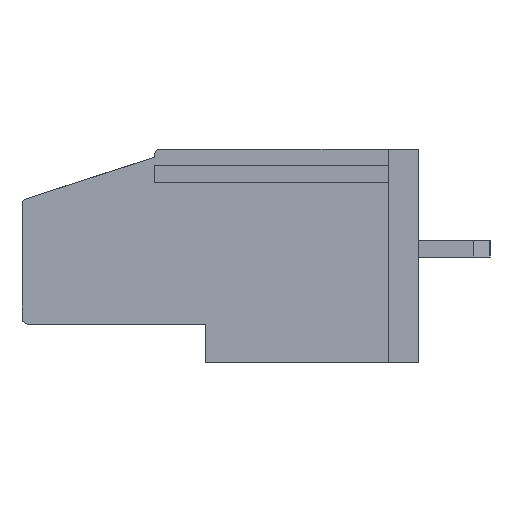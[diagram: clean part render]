
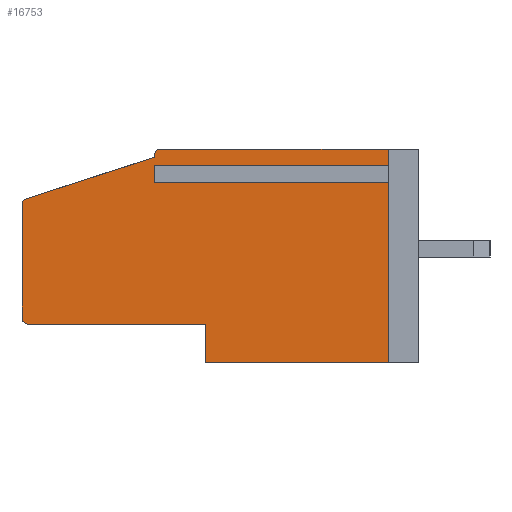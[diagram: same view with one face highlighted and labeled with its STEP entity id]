
A CAD part, left-side view. The second image highlights one B-rep face of the part: STEP entity #16753.
In plain terms, the highlighted planar face has unit normal (-1, 0, 0).
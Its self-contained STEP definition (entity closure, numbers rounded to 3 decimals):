
#6 = CARTESIAN_POINT ( 'NONE',  ( 0., 1.5, 9.098 ) ) ;
#283 = EDGE_CURVE ( 'NONE', #17787, #43573, #18890, .T. ) ;
#295 = EDGE_CURVE ( 'NONE', #24902, #38829, #40888, .T. ) ;
#518 = CARTESIAN_POINT ( 'NONE',  ( 0., 19.5, 7.782 ) ) ;
#538 = EDGE_CURVE ( 'NONE', #6139, #9826, #15333, .T. ) ;
#955 = LINE ( 'NONE', #32197, #22535 ) ;
#1304 = CARTESIAN_POINT ( 'NONE',  ( 0., 19.2, 1.9 ) ) ;
#1634 = DIRECTION ( 'NONE',  ( 0., 1., 0. ) ) ;
#1688 = EDGE_CURVE ( 'NONE', #38829, #35089, #36164, .T. ) ;
#1796 = AXIS2_PLACEMENT_3D ( 'NONE', #22792, #1822, #5398 ) ;
#1822 = DIRECTION ( 'NONE',  ( -1., 0., 0. ) ) ;
#2218 = CARTESIAN_POINT ( 'NONE',  ( 0., 1.5, 10.5 ) ) ;
#2922 = LINE ( 'NONE', #43321, #9422 ) ;
#3115 = ORIENTED_EDGE ( 'NONE', *, *, #13540, .F. ) ;
#3161 = VECTOR ( 'NONE', #10350, 1000. ) ;
#3163 = ORIENTED_EDGE ( 'NONE', *, *, #39715, .F. ) ;
#3318 = VECTOR ( 'NONE', #31798, 1000. ) ;
#3473 = CARTESIAN_POINT ( 'NONE',  ( 0., 1.5, 10.5 ) ) ;
#3532 = DIRECTION ( 'NONE',  ( 0., -1., 0. ) ) ;
#3673 = EDGE_LOOP ( 'NONE', ( #10415, #6434, #3163, #32225, #11509, #43318, #20973, #29759, #33469, #4039, #25121, #21565, #9871, #3115, #12759 ) ) ;
#3861 = DIRECTION ( 'NONE',  ( 0., 0., -1. ) ) ;
#4039 = ORIENTED_EDGE ( 'NONE', *, *, #23956, .F. ) ;
#4303 = EDGE_CURVE ( 'NONE', #12583, #35089, #15246, .T. ) ;
#5398 = DIRECTION ( 'NONE',  ( 0., 0., -1. ) ) ;
#5407 = LINE ( 'NONE', #42671, #30100 ) ;
#6061 = AXIS2_PLACEMENT_3D ( 'NONE', #41257, #10642, #34576 ) ;
#6139 = VERTEX_POINT ( 'NONE', #42251 ) ;
#6434 = ORIENTED_EDGE ( 'NONE', *, *, #283, .T. ) ;
#7563 = DIRECTION ( 'NONE',  ( -1., 0., 0. ) ) ;
#7733 = CARTESIAN_POINT ( 'NONE',  ( 0., 13., 9.098 ) ) ;
#9422 = VECTOR ( 'NONE', #19645, 1000. ) ;
#9826 = VERTEX_POINT ( 'NONE', #17507 ) ;
#9871 = ORIENTED_EDGE ( 'NONE', *, *, #22511, .F. ) ;
#10290 = CARTESIAN_POINT ( 'NONE',  ( 0., 13., 9.098 ) ) ;
#10350 = DIRECTION ( 'NONE',  ( 0., 0., 1. ) ) ;
#10415 = ORIENTED_EDGE ( 'NONE', *, *, #40235, .F. ) ;
#10642 = DIRECTION ( 'NONE',  ( 1., 0., 0. ) ) ;
#10876 = CARTESIAN_POINT ( 'NONE',  ( 0., 19.2, 7.782 ) ) ;
#11127 = CARTESIAN_POINT ( 'NONE',  ( 0., 13., 9.502 ) ) ;
#11509 = ORIENTED_EDGE ( 'NONE', *, *, #4303, .T. ) ;
#11626 = VECTOR ( 'NONE', #43474, 1000. ) ;
#12085 = DIRECTION ( 'NONE',  ( 0., 0., -1. ) ) ;
#12335 = LINE ( 'NONE', #35606, #19380 ) ;
#12583 = VERTEX_POINT ( 'NONE', #24259 ) ;
#12755 = CARTESIAN_POINT ( 'NONE',  ( 0., 1.5, 0. ) ) ;
#12759 = ORIENTED_EDGE ( 'NONE', *, *, #31038, .T. ) ;
#13540 = EDGE_CURVE ( 'NONE', #16544, #22660, #41641, .T. ) ;
#13664 = CARTESIAN_POINT ( 'NONE',  ( 0., 19.2, 2.2 ) ) ;
#13941 = AXIS2_PLACEMENT_3D ( 'NONE', #10876, #7563, #21396 ) ;
#14010 = FACE_OUTER_BOUND ( 'NONE', #3673, .T. ) ;
#14077 = CARTESIAN_POINT ( 'NONE',  ( 0., 19.292, 8.067 ) ) ;
#14406 = LINE ( 'NONE', #24650, #15242 ) ;
#14985 = EDGE_CURVE ( 'NONE', #24147, #24902, #21756, .T. ) ;
#15242 = VECTOR ( 'NONE', #34768, 1000. ) ;
#15246 = LINE ( 'NONE', #42485, #26431 ) ;
#15333 = CIRCLE ( 'NONE', #1796, 0.3 ) ;
#16544 = VERTEX_POINT ( 'NONE', #14077 ) ;
#16627 = LINE ( 'NONE', #26891, #3161 ) ;
#16665 = CARTESIAN_POINT ( 'NONE',  ( 0., 13., 10.1 ) ) ;
#16753 = ADVANCED_FACE ( 'NONE', ( #14010 ), #27629, .F. ) ;
#16976 = VERTEX_POINT ( 'NONE', #23578 ) ;
#17457 = DIRECTION ( 'NONE',  ( -1., 0., 0. ) ) ;
#17463 = EDGE_CURVE ( 'NONE', #24147, #16976, #955, .T. ) ;
#17507 = CARTESIAN_POINT ( 'NONE',  ( 0., 13., 10.2 ) ) ;
#17545 = DIRECTION ( 'NONE',  ( 0., -0.952, 0.307 ) ) ;
#17787 = VERTEX_POINT ( 'NONE', #18670 ) ;
#18670 = CARTESIAN_POINT ( 'NONE',  ( 0., 19.5, 2.2 ) ) ;
#18890 = CIRCLE ( 'NONE', #32447, 0.3 ) ;
#19380 = VECTOR ( 'NONE', #1634, 1000. ) ;
#19645 = DIRECTION ( 'NONE',  ( 0., 0., 1. ) ) ;
#20973 = ORIENTED_EDGE ( 'NONE', *, *, #295, .F. ) ;
#21087 = CIRCLE ( 'NONE', #13941, 0.3 ) ;
#21396 = DIRECTION ( 'NONE',  ( 0., 0., -1. ) ) ;
#21565 = ORIENTED_EDGE ( 'NONE', *, *, #538, .T. ) ;
#21756 = LINE ( 'NONE', #37845, #3318 ) ;
#22511 = EDGE_CURVE ( 'NONE', #22660, #9826, #37228, .T. ) ;
#22535 = VECTOR ( 'NONE', #25249, 1000. ) ;
#22660 = VERTEX_POINT ( 'NONE', #24895 ) ;
#22792 = CARTESIAN_POINT ( 'NONE',  ( 0., 12.7, 10.2 ) ) ;
#22958 = DIRECTION ( 'NONE',  ( 0., 0., -1. ) ) ;
#23166 = VECTOR ( 'NONE', #31066, 1000. ) ;
#23578 = CARTESIAN_POINT ( 'NONE',  ( 0., 1.5, 9.502 ) ) ;
#23956 = EDGE_CURVE ( 'NONE', #39340, #16976, #5407, .T. ) ;
#24147 = VERTEX_POINT ( 'NONE', #11127 ) ;
#24259 = CARTESIAN_POINT ( 'NONE',  ( 0., 10.5, 0. ) ) ;
#24650 = CARTESIAN_POINT ( 'NONE',  ( 0., 19.5, 10.5 ) ) ;
#24895 = CARTESIAN_POINT ( 'NONE',  ( 0., 13., 10.1 ) ) ;
#24902 = VERTEX_POINT ( 'NONE', #7733 ) ;
#25121 = ORIENTED_EDGE ( 'NONE', *, *, #40864, .F. ) ;
#25249 = DIRECTION ( 'NONE',  ( 0., -1., 0. ) ) ;
#25330 = VECTOR ( 'NONE', #17545, 1000. ) ;
#26431 = VECTOR ( 'NONE', #3532, 1000. ) ;
#26891 = CARTESIAN_POINT ( 'NONE',  ( 0., 10.5, 1.9 ) ) ;
#27629 = PLANE ( 'NONE',  #6061 ) ;
#28803 = VERTEX_POINT ( 'NONE', #518 ) ;
#29759 = ORIENTED_EDGE ( 'NONE', *, *, #14985, .F. ) ;
#30100 = VECTOR ( 'NONE', #12085, 1000. ) ;
#31038 = EDGE_CURVE ( 'NONE', #16544, #28803, #21087, .T. ) ;
#31066 = DIRECTION ( 'NONE',  ( 0., -1., 0. ) ) ;
#31579 = CARTESIAN_POINT ( 'NONE',  ( 0., 19.5, 8. ) ) ;
#31798 = DIRECTION ( 'NONE',  ( 0., 0., -1. ) ) ;
#32197 = CARTESIAN_POINT ( 'NONE',  ( 0., 13., 9.502 ) ) ;
#32225 = ORIENTED_EDGE ( 'NONE', *, *, #34951, .F. ) ;
#32447 = AXIS2_PLACEMENT_3D ( 'NONE', #13664, #17457, #3861 ) ;
#33469 = ORIENTED_EDGE ( 'NONE', *, *, #17463, .T. ) ;
#34086 = VERTEX_POINT ( 'NONE', #38150 ) ;
#34576 = DIRECTION ( 'NONE',  ( 0., 0., -1. ) ) ;
#34768 = DIRECTION ( 'NONE',  ( 0., -1., 0. ) ) ;
#34951 = EDGE_CURVE ( 'NONE', #12583, #34086, #16627, .T. ) ;
#35089 = VERTEX_POINT ( 'NONE', #12755 ) ;
#35606 = CARTESIAN_POINT ( 'NONE',  ( 0., 19.5, 1.9 ) ) ;
#36164 = LINE ( 'NONE', #2218, #43971 ) ;
#37228 = LINE ( 'NONE', #16665, #11626 ) ;
#37845 = CARTESIAN_POINT ( 'NONE',  ( 0., 13., 9.502 ) ) ;
#38150 = CARTESIAN_POINT ( 'NONE',  ( 0., 10.5, 1.9 ) ) ;
#38829 = VERTEX_POINT ( 'NONE', #6 ) ;
#39340 = VERTEX_POINT ( 'NONE', #3473 ) ;
#39715 = EDGE_CURVE ( 'NONE', #34086, #43573, #12335, .T. ) ;
#40235 = EDGE_CURVE ( 'NONE', #17787, #28803, #2922, .T. ) ;
#40864 = EDGE_CURVE ( 'NONE', #6139, #39340, #14406, .T. ) ;
#40888 = LINE ( 'NONE', #10290, #23166 ) ;
#41257 = CARTESIAN_POINT ( 'NONE',  ( 0., 19.5, 10.5 ) ) ;
#41641 = LINE ( 'NONE', #31579, #25330 ) ;
#42251 = CARTESIAN_POINT ( 'NONE',  ( 0., 12.7, 10.5 ) ) ;
#42485 = CARTESIAN_POINT ( 'NONE',  ( 0., 19.5, 0. ) ) ;
#42671 = CARTESIAN_POINT ( 'NONE',  ( 0., 1.5, 10.5 ) ) ;
#43318 = ORIENTED_EDGE ( 'NONE', *, *, #1688, .F. ) ;
#43321 = CARTESIAN_POINT ( 'NONE',  ( 0., 19.5, 10.5 ) ) ;
#43474 = DIRECTION ( 'NONE',  ( 0., 0., 1. ) ) ;
#43573 = VERTEX_POINT ( 'NONE', #1304 ) ;
#43971 = VECTOR ( 'NONE', #22958, 1000. ) ;
